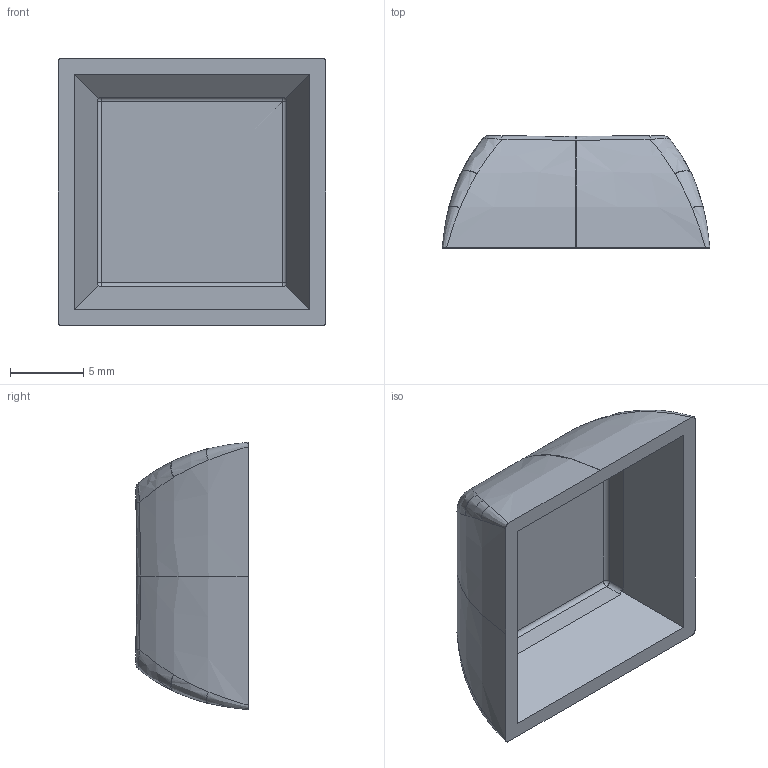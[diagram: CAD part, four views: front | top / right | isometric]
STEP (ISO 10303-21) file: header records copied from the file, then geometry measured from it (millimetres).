
FILE_DESCRIPTION (( 'STEP AP214' ), '1' );
FILE_NAME ('¼üÃ±Part1.STEP', '2025-09-09T11:28:20', ( '' ), ( '' ), 'SwSTEP 2.0', 'SolidWorks 2025', '' );
FILE_SCHEMA (( 'AUTOMOTIVE_DESIGN' ));
Length unit declared in the file: millimetre
Products named in the file (1): 键帽Part1
Bounding box: 18.32 x 7.69 x 18.3 mm (x, y, z)
Volume: 846.3 mm3; surface area: 1272.8 mm2
Topology: 1 solids, 1 shells, 71 faces, 176 edges, 104 vertices
Faces by surface type: bspline 49, plane 10, cylinder 8, sphere 4
Entity records: 4346 total; most frequent: CARTESIAN_POINT 3068, ORIENTED_EDGE 344, EDGE_CURVE 172, B_SPLINE_CURVE_WITH_KNOTS 114, DIRECTION 108, VERTEX_POINT 104, EDGE_LOOP 72, ADVANCED_FACE 71
